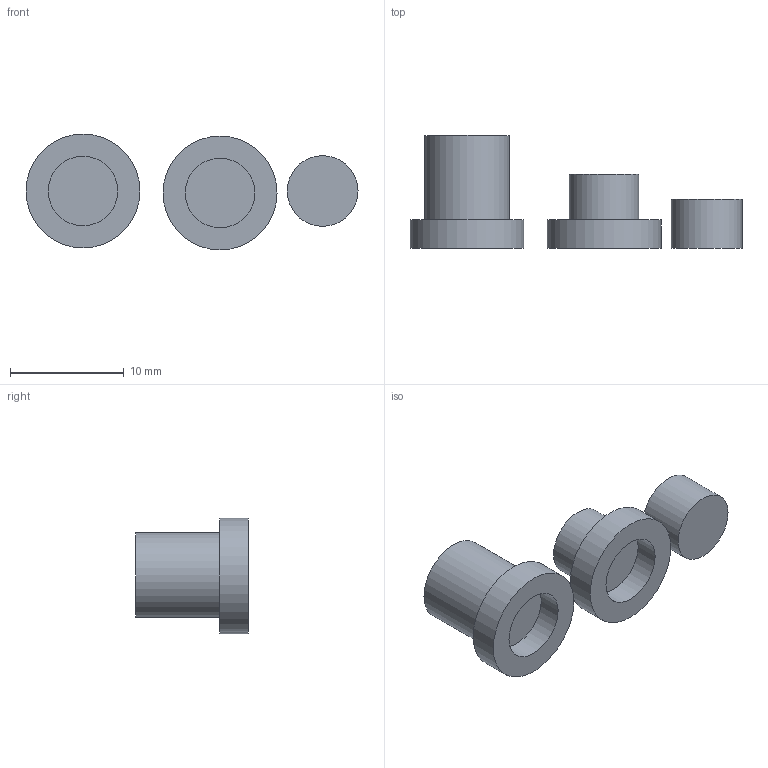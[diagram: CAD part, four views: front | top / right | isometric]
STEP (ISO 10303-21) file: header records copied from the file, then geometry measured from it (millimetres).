
FILE_DESCRIPTION(/* description */ (''),/* implementation_level */ '2;1');
FILE_NAME(/* name */ 'Gear Axis Fast Print.stp',/* time_stamp */ '2024-11-10T21:27:19+01:00',/* author */ ('wszaf'),/* organization */ (''),/* preprocessor_version */ 'ST-DEVELOPER v20',/* originating_system */ 'Autodesk Inventor 2024',/* authorisation */ '');
FILE_SCHEMA (('AUTOMOTIVE_DESIGN { 1 0 10303 214 3 1 1 }'));
Length unit declared in the file: millimetre
Products named in the file (1): Multiboard Thread insert
Bounding box: 29.13 x 9.9 x 10.18 mm (x, y, z)
Volume: 721.8 mm3; surface area: 1019.9 mm2
Topology: 3 solids, 3 shells, 19 faces, 24 edges, 16 vertices
Faces by surface type: plane 11, cylinder 8
Full cylindrical faces by diameter (mm): 6 x1, 6.1 x3, 6.2 x1, 7.4 x1, 10 x2
Entity records: 435 total; most frequent: DIRECTION 80, CARTESIAN_POINT 60, ORIENTED_EDGE 48, AXIS2_PLACEMENT_3D 36, EDGE_LOOP 24, EDGE_CURVE 24, FACE_OUTER_BOUND 19, ADVANCED_FACE 19
